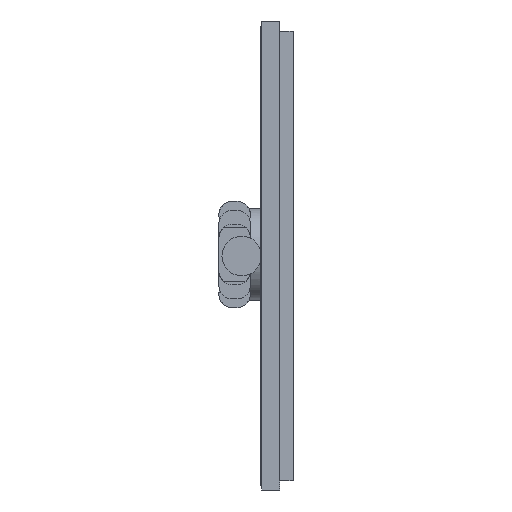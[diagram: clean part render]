
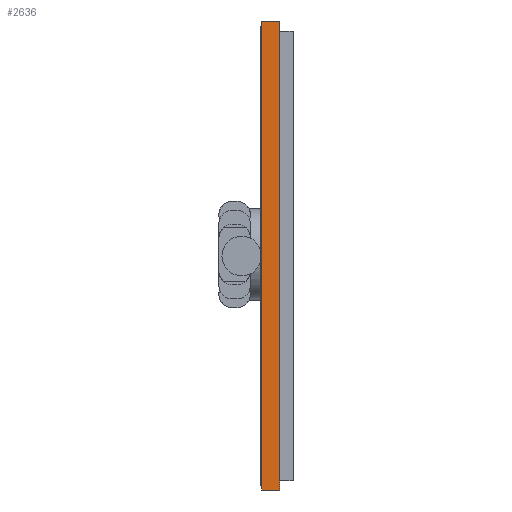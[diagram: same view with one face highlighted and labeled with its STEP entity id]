
A CAD part, left-side view. The second image highlights one B-rep face of the part: STEP entity #2636.
In plain terms, the highlighted planar face has unit normal (-1, 0, 0).
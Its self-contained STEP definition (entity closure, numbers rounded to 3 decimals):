
#63 = AXIS2_PLACEMENT_3D ( 'NONE', #1451, #2799, #1813 ) ;
#133 = VECTOR ( 'NONE', #3669, 1000. ) ;
#167 = EDGE_CURVE ( 'NONE', #2989, #2935, #2654, .T. ) ;
#496 = CARTESIAN_POINT ( 'NONE',  ( -25.799, 0., -13.198 ) ) ;
#520 = CARTESIAN_POINT ( 'NONE',  ( -25.799, -0.508, 0. ) ) ;
#527 = CARTESIAN_POINT ( 'NONE',  ( -25.799, 0., 0. ) ) ;
#587 = CARTESIAN_POINT ( 'NONE',  ( -25.799, -0.508, -13.198 ) ) ;
#589 = VECTOR ( 'NONE', #1859, 1000. ) ;
#862 = EDGE_CURVE ( 'NONE', #3599, #2935, #1798, .T. ) ;
#1451 = CARTESIAN_POINT ( 'NONE',  ( -25.799, -0.508, -13.198 ) ) ;
#1503 = CARTESIAN_POINT ( 'NONE',  ( -25.799, -0.508, -13.198 ) ) ;
#1775 = EDGE_CURVE ( 'NONE', #4221, #2989, #4019, .T. ) ;
#1777 = ORIENTED_EDGE ( 'NONE', *, *, #3500, .T. ) ;
#1798 = LINE ( 'NONE', #3527, #4156 ) ;
#1813 = DIRECTION ( 'NONE',  ( 0., 0., 1. ) ) ;
#1859 = DIRECTION ( 'NONE',  ( 0., 0., 1. ) ) ;
#1860 = ORIENTED_EDGE ( 'NONE', *, *, #1775, .F. ) ;
#2074 = DIRECTION ( 'NONE',  ( 0., 0., 1. ) ) ;
#2369 = VECTOR ( 'NONE', #2074, 1000. ) ;
#2475 = PLANE ( 'NONE',  #63 ) ;
#2636 = ADVANCED_FACE ( 'NONE', ( #3168 ), #2475, .T. ) ;
#2654 = LINE ( 'NONE', #496, #589 ) ;
#2718 = LINE ( 'NONE', #2728, #2369 ) ;
#2728 = CARTESIAN_POINT ( 'NONE',  ( -25.799, -0.508, -13.198 ) ) ;
#2799 = DIRECTION ( 'NONE',  ( -1., 0., 0. ) ) ;
#2816 = ORIENTED_EDGE ( 'NONE', *, *, #167, .F. ) ;
#2867 = CARTESIAN_POINT ( 'NONE',  ( -25.799, 0., -13.198 ) ) ;
#2935 = VERTEX_POINT ( 'NONE', #527 ) ;
#2989 = VERTEX_POINT ( 'NONE', #2867 ) ;
#3009 = ORIENTED_EDGE ( 'NONE', *, *, #862, .T. ) ;
#3168 = FACE_OUTER_BOUND ( 'NONE', #3744, .T. ) ;
#3500 = EDGE_CURVE ( 'NONE', #4221, #3599, #2718, .T. ) ;
#3527 = CARTESIAN_POINT ( 'NONE',  ( -25.799, -0.508, 0. ) ) ;
#3599 = VERTEX_POINT ( 'NONE', #520 ) ;
#3669 = DIRECTION ( 'NONE',  ( 0., 1., 0. ) ) ;
#3744 = EDGE_LOOP ( 'NONE', ( #2816, #1860, #1777, #3009 ) ) ;
#4019 = LINE ( 'NONE', #587, #133 ) ;
#4156 = VECTOR ( 'NONE', #4162, 1000. ) ;
#4162 = DIRECTION ( 'NONE',  ( 0., 1., 0. ) ) ;
#4221 = VERTEX_POINT ( 'NONE', #1503 ) ;
